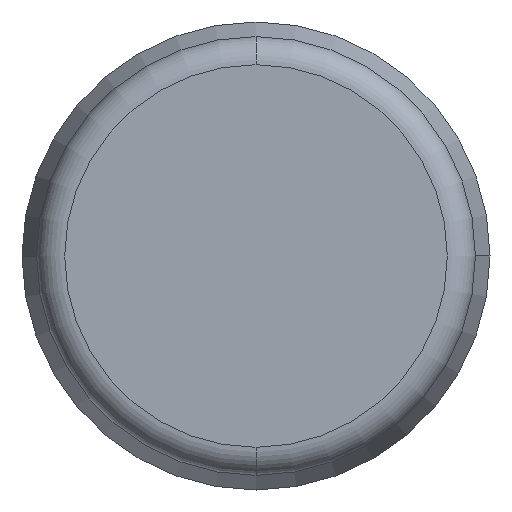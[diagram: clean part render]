
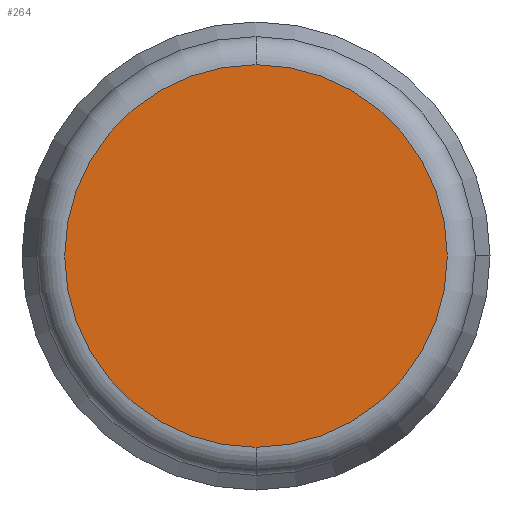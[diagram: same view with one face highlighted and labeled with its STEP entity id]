
A CAD part, front view. The second image highlights one B-rep face of the part: STEP entity #264.
In plain terms, the highlighted planar face has unit normal (0, -1, 0).
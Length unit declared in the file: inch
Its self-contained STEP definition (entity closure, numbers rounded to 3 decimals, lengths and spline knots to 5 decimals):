
#1 = FACE_OUTER_BOUND ( 'NONE', #291, .T. ) ;
#2 = ORIENTED_EDGE ( 'NONE', *, *, #32, .T. ) ;
#11 = ORIENTED_EDGE ( 'NONE', *, *, #293, .T. ) ;
#15 = DIRECTION ( 'NONE',  ( 0., -1., 0. ) ) ;
#17 = CIRCLE ( 'NONE', #198, 0.20435 ) ;
#18 = DIRECTION ( 'NONE',  ( 0., 0., -1. ) ) ;
#32 = EDGE_CURVE ( 'NONE', #166, #224, #241, .T. ) ;
#49 = DIRECTION ( 'NONE',  ( 0., 0., -1. ) ) ;
#74 = AXIS2_PLACEMENT_3D ( 'NONE', #195, #15, #18 ) ;
#83 = DIRECTION ( 'NONE',  ( 0., -1., 0. ) ) ;
#96 = CARTESIAN_POINT ( 'NONE',  ( 0., 0., 0.20435 ) ) ;
#152 = PLANE ( 'NONE',  #341 ) ;
#166 = VERTEX_POINT ( 'NONE', #285 ) ;
#175 = DIRECTION ( 'NONE',  ( 0., -1., 0. ) ) ;
#195 = CARTESIAN_POINT ( 'NONE',  ( 0., 0., 0. ) ) ;
#198 = AXIS2_PLACEMENT_3D ( 'NONE', #331, #83, #49 ) ;
#224 = VERTEX_POINT ( 'NONE', #96 ) ;
#241 = CIRCLE ( 'NONE', #74, 0.20435 ) ;
#264 = ADVANCED_FACE ( 'NONE', ( #1 ), #152, .T. ) ;
#285 = CARTESIAN_POINT ( 'NONE',  ( 0., 0., -0.20435 ) ) ;
#291 = EDGE_LOOP ( 'NONE', ( #2, #11 ) ) ;
#293 = EDGE_CURVE ( 'NONE', #224, #166, #17, .T. ) ;
#303 = DIRECTION ( 'NONE',  ( 0., 0., -1. ) ) ;
#331 = CARTESIAN_POINT ( 'NONE',  ( 0., 0., 0. ) ) ;
#341 = AXIS2_PLACEMENT_3D ( 'NONE', #364, #175, #303 ) ;
#364 = CARTESIAN_POINT ( 'NONE',  ( 0., 0., 0. ) ) ;
